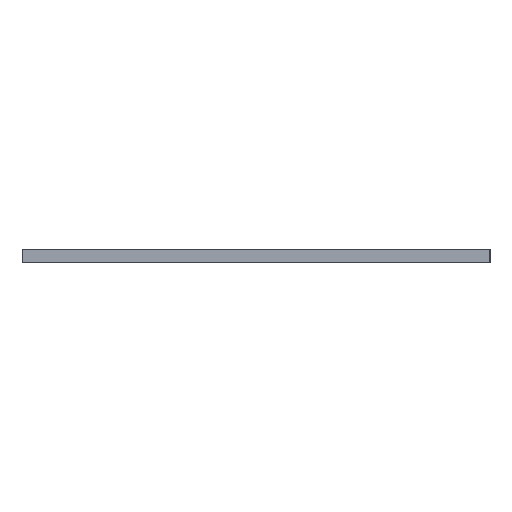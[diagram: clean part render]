
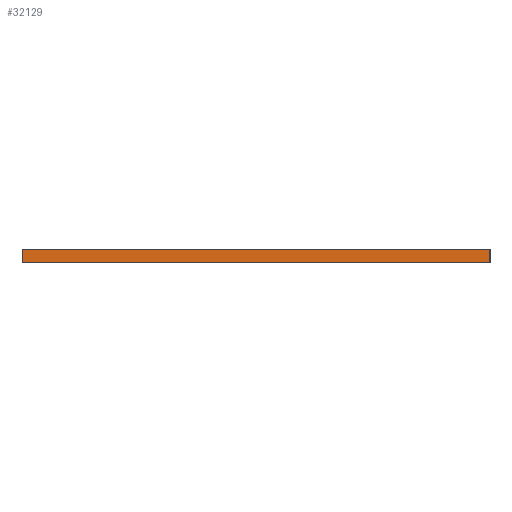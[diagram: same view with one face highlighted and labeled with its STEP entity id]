
A CAD part, left-side view. The second image highlights one B-rep face of the part: STEP entity #32129.
In plain terms, the highlighted planar face has unit normal (-1, 0, 0).
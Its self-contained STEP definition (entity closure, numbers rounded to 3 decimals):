
#32073 = VERTEX_POINT('',#32074);
#32074 = CARTESIAN_POINT('',(12.,-69.15,1.6));
#32080 = EDGE_CURVE('',#32081,#32073,#32083,.T.);
#32081 = VERTEX_POINT('',#32082);
#32082 = CARTESIAN_POINT('',(12.,-69.15,0.));
#32083 = LINE('',#32084,#32085);
#32084 = CARTESIAN_POINT('',(12.,-69.15,0.));
#32085 = VECTOR('',#32086,1.);
#32086 = DIRECTION('',(0.,0.,1.));
#32129 = ADVANCED_FACE('',(#32130),#32155,.T.);
#32130 = FACE_BOUND('',#32131,.T.);
#32131 = EDGE_LOOP('',(#32132,#32133,#32141,#32149));
#32132 = ORIENTED_EDGE('',*,*,#32080,.T.);
#32133 = ORIENTED_EDGE('',*,*,#32134,.T.);
#32134 = EDGE_CURVE('',#32073,#32135,#32137,.T.);
#32135 = VERTEX_POINT('',#32136);
#32136 = CARTESIAN_POINT('',(12.,-12.,1.6));
#32137 = LINE('',#32138,#32139);
#32138 = CARTESIAN_POINT('',(12.,-69.15,1.6));
#32139 = VECTOR('',#32140,1.);
#32140 = DIRECTION('',(0.,1.,0.));
#32141 = ORIENTED_EDGE('',*,*,#32142,.F.);
#32142 = EDGE_CURVE('',#32143,#32135,#32145,.T.);
#32143 = VERTEX_POINT('',#32144);
#32144 = CARTESIAN_POINT('',(12.,-12.,0.));
#32145 = LINE('',#32146,#32147);
#32146 = CARTESIAN_POINT('',(12.,-12.,0.));
#32147 = VECTOR('',#32148,1.);
#32148 = DIRECTION('',(0.,0.,1.));
#32149 = ORIENTED_EDGE('',*,*,#32150,.F.);
#32150 = EDGE_CURVE('',#32081,#32143,#32151,.T.);
#32151 = LINE('',#32152,#32153);
#32152 = CARTESIAN_POINT('',(12.,-69.15,0.));
#32153 = VECTOR('',#32154,1.);
#32154 = DIRECTION('',(0.,1.,0.));
#32155 = PLANE('',#32156);
#32156 = AXIS2_PLACEMENT_3D('',#32157,#32158,#32159);
#32157 = CARTESIAN_POINT('',(12.,-69.15,0.));
#32158 = DIRECTION('',(-1.,0.,0.));
#32159 = DIRECTION('',(0.,1.,0.));
